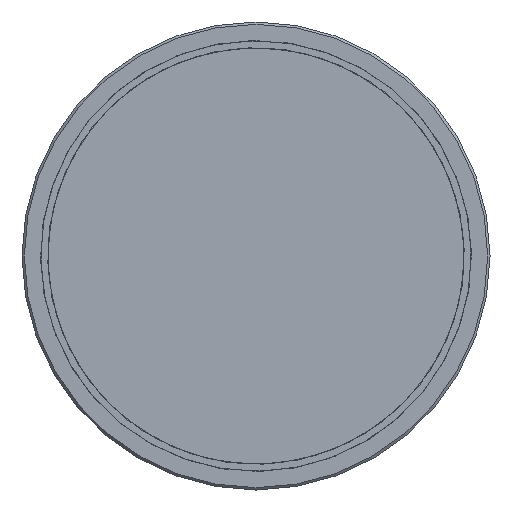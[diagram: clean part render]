
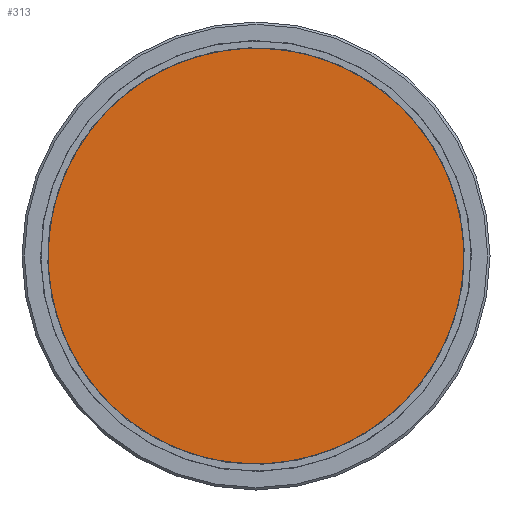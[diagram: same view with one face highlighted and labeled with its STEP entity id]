
A CAD part, front view. The second image highlights one B-rep face of the part: STEP entity #313.
In plain terms, the highlighted face is planar.
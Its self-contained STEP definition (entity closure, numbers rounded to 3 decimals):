
#81=PLANE('',#429);
#99=FACE_OUTER_BOUND('',#122,.T.);
#122=EDGE_LOOP('',(#284));
#150=CIRCLE('',#426,8.9);
#177=VERTEX_POINT('',#628);
#212=EDGE_CURVE('',#177,#177,#150,.T.);
#284=ORIENTED_EDGE('',*,*,#212,.T.);
#313=ADVANCED_FACE('',(#99),#81,.T.);
#426=AXIS2_PLACEMENT_3D('',#629,#526,#527);
#429=AXIS2_PLACEMENT_3D('',#634,#533,#534);
#526=DIRECTION('center_axis',(0.,0.,1.));
#527=DIRECTION('ref_axis',(-1.,0.,0.));
#533=DIRECTION('center_axis',(0.,0.,1.));
#534=DIRECTION('ref_axis',(1.,0.,0.));
#628=CARTESIAN_POINT('',(8.9,0.,4.5));
#629=CARTESIAN_POINT('Origin',(0.,0.,4.5));
#634=CARTESIAN_POINT('Origin',(0.,0.,
4.5));
